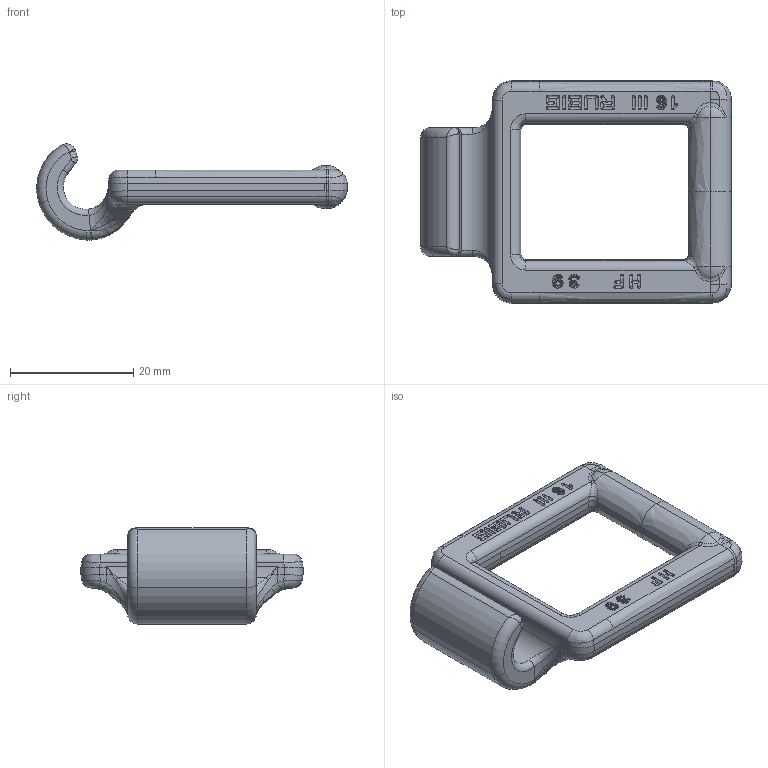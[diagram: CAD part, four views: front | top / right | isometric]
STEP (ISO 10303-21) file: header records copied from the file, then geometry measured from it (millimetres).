
FILE_DESCRIPTION(/* description */ (''),/* implementation_level */ '2;1');
FILE_NAME(/* name */ 'Kettenglied_T39.stp',/* time_stamp */ '2016-05-25T07:30:52+02:00',/* author */ (''),/* organization */ (''),/* preprocessor_version */ 'ST-DEVELOPER v15',/* originating_system */ 'SIEMENS PLM Software NX 8.5',/* authorisation */ '');
FILE_SCHEMA (('AUTOMOTIVE_DESIGN { 1 0 10303 214 3 1 1 1 }'));
Length unit declared in the file: millimetre
Products named in the file (1): haid1638ABC5m5bg
Bounding box: 50.34 x 36 x 15.59 mm (x, y, z)
Volume: 6366.8 mm3; surface area: 3713.1 mm2
Topology: 1 solids, 1 shells, 896 faces, 2177 edges, 1221 vertices
Faces by surface type: plane 349, cylinder 274, bspline 178, sphere 70, torus 22, extrusion 3
Entity records: 34526 total; most frequent: CARTESIAN_POINT 9099, ORIENTED_EDGE 4112, DIRECTION 3784, EDGE_CURVE 2056, AXIS2_PLACEMENT_3D 1323, VERTEX_POINT 1182, VECTOR 1138, LINE 1135
